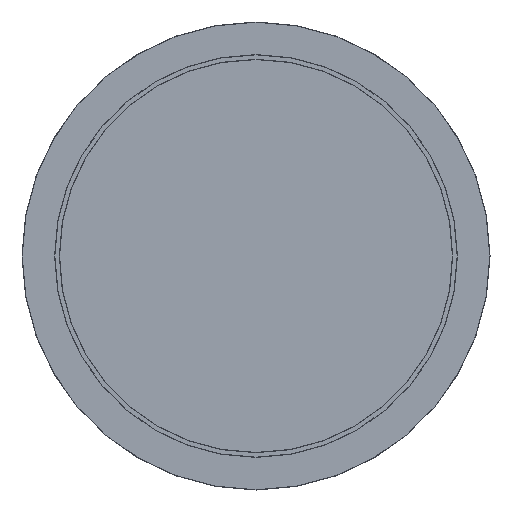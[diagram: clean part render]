
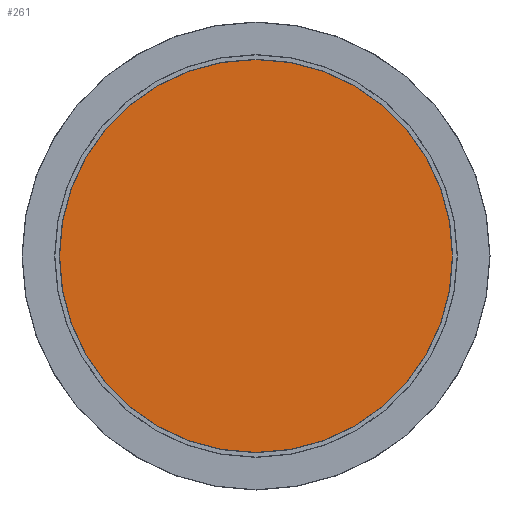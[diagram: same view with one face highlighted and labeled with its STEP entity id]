
A CAD part, front view. The second image highlights one B-rep face of the part: STEP entity #261.
In plain terms, the highlighted planar face has unit normal (0, -1, 0).
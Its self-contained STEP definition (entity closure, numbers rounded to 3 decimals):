
#19 = CIRCLE ( 'NONE', #341, 155.3 ) ;
#33 = CIRCLE ( 'NONE', #215, 155.3 ) ;
#130 = DIRECTION ( 'NONE',  ( 0., 0., -1. ) ) ;
#149 = CARTESIAN_POINT ( 'NONE',  ( 0., 0., 0. ) ) ;
#215 = AXIS2_PLACEMENT_3D ( 'NONE', #758, #359, #130 ) ;
#216 = EDGE_CURVE ( 'NONE', #486, #305, #19, .T. ) ;
#261 = ADVANCED_FACE ( 'NONE', ( #410 ), #360, .T. ) ;
#301 = CARTESIAN_POINT ( 'NONE',  ( 0., 0., -155.3 ) ) ;
#305 = VERTEX_POINT ( 'NONE', #763 ) ;
#315 = ORIENTED_EDGE ( 'NONE', *, *, #844, .T. ) ;
#341 = AXIS2_PLACEMENT_3D ( 'NONE', #707, #832, #912 ) ;
#349 = ORIENTED_EDGE ( 'NONE', *, *, #216, .T. ) ;
#359 = DIRECTION ( 'NONE',  ( 0., -1., 0. ) ) ;
#360 = PLANE ( 'NONE',  #770 ) ;
#400 = EDGE_LOOP ( 'NONE', ( #315, #349 ) ) ;
#410 = FACE_OUTER_BOUND ( 'NONE', #400, .T. ) ;
#486 = VERTEX_POINT ( 'NONE', #301 ) ;
#557 = DIRECTION ( 'NONE',  ( 0., -1., 0. ) ) ;
#707 = CARTESIAN_POINT ( 'NONE',  ( 0., 0., 0. ) ) ;
#758 = CARTESIAN_POINT ( 'NONE',  ( 0., 0., 0. ) ) ;
#763 = CARTESIAN_POINT ( 'NONE',  ( 0., 0., 155.3 ) ) ;
#770 = AXIS2_PLACEMENT_3D ( 'NONE', #149, #557, #820 ) ;
#820 = DIRECTION ( 'NONE',  ( 0., 0., -1. ) ) ;
#832 = DIRECTION ( 'NONE',  ( 0., -1., 0. ) ) ;
#844 = EDGE_CURVE ( 'NONE', #305, #486, #33, .T. ) ;
#912 = DIRECTION ( 'NONE',  ( 0., 0., -1. ) ) ;
